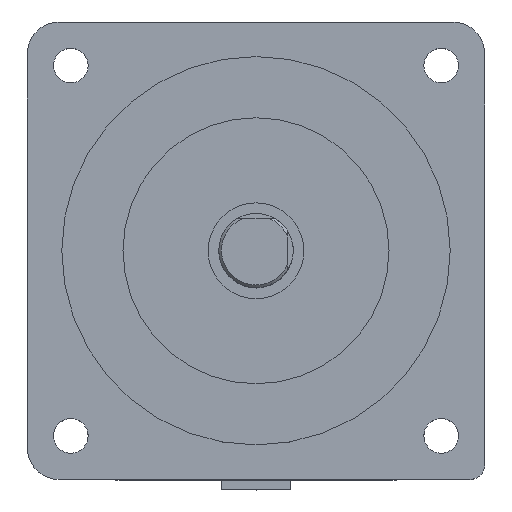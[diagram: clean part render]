
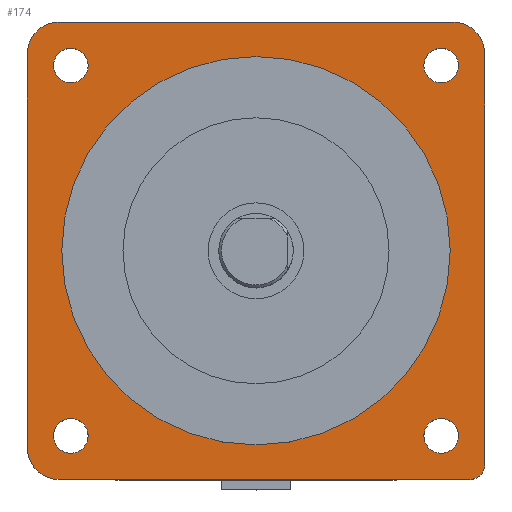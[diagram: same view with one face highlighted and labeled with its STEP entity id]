
A CAD part, top view. The second image highlights one B-rep face of the part: STEP entity #174.
In plain terms, the highlighted planar face has unit normal (0, 0, 1).
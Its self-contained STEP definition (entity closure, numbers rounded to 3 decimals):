
#174 = ADVANCED_FACE( '', ( #465, #466, #467, #468, #469, #470 ), #471, .T. );
#465 = FACE_BOUND( '', #892, .T. );
#466 = FACE_OUTER_BOUND( '', #893, .T. );
#467 = FACE_BOUND( '', #894, .T. );
#468 = FACE_BOUND( '', #895, .T. );
#469 = FACE_BOUND( '', #896, .T. );
#470 = FACE_BOUND( '', #897, .T. );
#471 = PLANE( '', #898 );
#892 = EDGE_LOOP( '', ( #1409 ) );
#893 = EDGE_LOOP( '', ( #1410, #1411, #1412, #1413, #1414, #1415, #1416, #1417 ) );
#894 = EDGE_LOOP( '', ( #1418 ) );
#895 = EDGE_LOOP( '', ( #1419 ) );
#896 = EDGE_LOOP( '', ( #1420 ) );
#897 = EDGE_LOOP( '', ( #1421 ) );
#898 = AXIS2_PLACEMENT_3D( '', #1422, #1423, #1424 );
#1409 = ORIENTED_EDGE( '', *, *, #2575, .F. );
#1410 = ORIENTED_EDGE( '', *, *, #2576, .F. );
#1411 = ORIENTED_EDGE( '', *, *, #2577, .F. );
#1412 = ORIENTED_EDGE( '', *, *, #2578, .F. );
#1413 = ORIENTED_EDGE( '', *, *, #2579, .F. );
#1414 = ORIENTED_EDGE( '', *, *, #2580, .F. );
#1415 = ORIENTED_EDGE( '', *, *, #2581, .F. );
#1416 = ORIENTED_EDGE( '', *, *, #2489, .F. );
#1417 = ORIENTED_EDGE( '', *, *, #2582, .F. );
#1418 = ORIENTED_EDGE( '', *, *, #2583, .F. );
#1419 = ORIENTED_EDGE( '', *, *, #2584, .F. );
#1420 = ORIENTED_EDGE( '', *, *, #2585, .F. );
#1421 = ORIENTED_EDGE( '', *, *, #2586, .T. );
#1422 = CARTESIAN_POINT( '', ( 18.25, 0., -1.6 ) );
#1423 = DIRECTION( '', ( 0., 0., 1. ) );
#1424 = DIRECTION( '', ( 1., 0., 0. ) );
#2489 = EDGE_CURVE( '', #2961, #2963, #2964, .T. );
#2575 = EDGE_CURVE( '', #3120, #3120, #3121, .T. );
#2576 = EDGE_CURVE( '', #3122, #3123, #3124, .T. );
#2577 = EDGE_CURVE( '', #3125, #3122, #3126, .F. );
#2578 = EDGE_CURVE( '', #3127, #3125, #3128, .T. );
#2579 = EDGE_CURVE( '', #3129, #3127, #3130, .F. );
#2580 = EDGE_CURVE( '', #3131, #3129, #3132, .T. );
#2581 = EDGE_CURVE( '', #2963, #3131, #3133, .F. );
#2582 = EDGE_CURVE( '', #3123, #2961, #3134, .F. );
#2583 = EDGE_CURVE( '', #3135, #3135, #3136, .T. );
#2584 = EDGE_CURVE( '', #3137, #3137, #3138, .T. );
#2585 = EDGE_CURVE( '', #3139, #3139, #3140, .T. );
#2586 = EDGE_CURVE( '', #3141, #3141, #3142, .T. );
#2961 = VERTEX_POINT( '', #3654 );
#2963 = VERTEX_POINT( '', #3657 );
#2964 = LINE( '', #3658, #3659 );
#3120 = VERTEX_POINT( '', #3863 );
#3121 = CIRCLE( '', #3864, 3.25 );
#3122 = VERTEX_POINT( '', #3865 );
#3123 = VERTEX_POINT( '', #3866 );
#3124 = LINE( '', #3867, #3868 );
#3125 = VERTEX_POINT( '', #3869 );
#3126 = CIRCLE( '', #3870, 2.815 );
#3127 = VERTEX_POINT( '', #3871 );
#3128 = LINE( '', #3872, #3873 );
#3129 = VERTEX_POINT( '', #3874 );
#3130 = CIRCLE( '', #3875, 6. );
#3131 = VERTEX_POINT( '', #3876 );
#3132 = LINE( '', #3877, #3878 );
#3133 = CIRCLE( '', #3879, 6. );
#3134 = CIRCLE( '', #3880, 6. );
#3135 = VERTEX_POINT( '', #3881 );
#3136 = CIRCLE( '', #3882, 3.25 );
#3137 = VERTEX_POINT( '', #3883 );
#3138 = CIRCLE( '', #3884, 3.25 );
#3139 = VERTEX_POINT( '', #3885 );
#3140 = CIRCLE( '', #3886, 3.25 );
#3141 = VERTEX_POINT( '', #3887 );
#3142 = CIRCLE( '', #3888, 36.5 );
#3654 = CARTESIAN_POINT( '', ( -43., -37., -1.6 ) );
#3657 = CARTESIAN_POINT( '', ( -43., 37., -1.6 ) );
#3658 = CARTESIAN_POINT( '', ( -43., 37., -1.6 ) );
#3659 = VECTOR( '', #4533, 1000. );
#3863 = CARTESIAN_POINT( '', ( -31.55, 34.8, -1.6 ) );
#3864 = AXIS2_PLACEMENT_3D( '', #4672, #4673, #4674 );
#3865 = CARTESIAN_POINT( '', ( 40.185, -43., -1.6 ) );
#3866 = CARTESIAN_POINT( '', ( -37., -43., -1.6 ) );
#3867 = CARTESIAN_POINT( '', ( -37., -43., -1.6 ) );
#3868 = VECTOR( '', #4675, 1000. );
#3869 = CARTESIAN_POINT( '', ( 43., -40.185, -1.6 ) );
#3870 = AXIS2_PLACEMENT_3D( '', #4676, #4677, #4678 );
#3871 = CARTESIAN_POINT( '', ( 43., 37., -1.6 ) );
#3872 = CARTESIAN_POINT( '', ( 43., -40.185, -1.6 ) );
#3873 = VECTOR( '', #4679, 1000. );
#3874 = CARTESIAN_POINT( '', ( 37., 43., -1.6 ) );
#3875 = AXIS2_PLACEMENT_3D( '', #4680, #4681, #4682 );
#3876 = CARTESIAN_POINT( '', ( -37., 43., -1.6 ) );
#3877 = CARTESIAN_POINT( '', ( 37., 43., -1.6 ) );
#3878 = VECTOR( '', #4683, 1000. );
#3879 = AXIS2_PLACEMENT_3D( '', #4684, #4685, #4686 );
#3880 = AXIS2_PLACEMENT_3D( '', #4687, #4688, #4689 );
#3881 = CARTESIAN_POINT( '', ( 38.05, -34.8, -1.6 ) );
#3882 = AXIS2_PLACEMENT_3D( '', #4690, #4691, #4692 );
#3883 = CARTESIAN_POINT( '', ( 38.05, 34.8, -1.6 ) );
#3884 = AXIS2_PLACEMENT_3D( '', #4693, #4694, #4695 );
#3885 = CARTESIAN_POINT( '', ( -31.55, -34.8, -1.6 ) );
#3886 = AXIS2_PLACEMENT_3D( '', #4696, #4697, #4698 );
#3887 = CARTESIAN_POINT( '', ( 36.5, 0., -1.6 ) );
#3888 = AXIS2_PLACEMENT_3D( '', #4699, #4700, #4701 );
#4533 = DIRECTION( '', ( 0., 1., 0. ) );
#4672 = CARTESIAN_POINT( '', ( -34.8, 34.8, -1.6 ) );
#4673 = DIRECTION( '', ( 0., 0., 1. ) );
#4674 = DIRECTION( '', ( 1., 0., 0. ) );
#4675 = DIRECTION( '', ( -1., 0., 0. ) );
#4676 = CARTESIAN_POINT( '', ( 40.185, -40.185, -1.6 ) );
#4677 = DIRECTION( '', ( 0., 0., 1. ) );
#4678 = DIRECTION( '', ( 1., 0., 0. ) );
#4679 = DIRECTION( '', ( 0., -1., 0. ) );
#4680 = CARTESIAN_POINT( '', ( 37., 37., -1.6 ) );
#4681 = DIRECTION( '', ( 0., 0., 1. ) );
#4682 = DIRECTION( '', ( 1., 0., 0. ) );
#4683 = DIRECTION( '', ( 1., 0., 0. ) );
#4684 = CARTESIAN_POINT( '', ( -37., 37., -1.6 ) );
#4685 = DIRECTION( '', ( 0., 0., 1. ) );
#4686 = DIRECTION( '', ( 1., 0., 0. ) );
#4687 = CARTESIAN_POINT( '', ( -37., -37., -1.6 ) );
#4688 = DIRECTION( '', ( 0., 0., 1. ) );
#4689 = DIRECTION( '', ( 1., 0., 0. ) );
#4690 = CARTESIAN_POINT( '', ( 34.8, -34.8, -1.6 ) );
#4691 = DIRECTION( '', ( 0., 0., 1. ) );
#4692 = DIRECTION( '', ( 1., 0., 0. ) );
#4693 = CARTESIAN_POINT( '', ( 34.8, 34.8, -1.6 ) );
#4694 = DIRECTION( '', ( 0., 0., 1. ) );
#4695 = DIRECTION( '', ( 1., 0., 0. ) );
#4696 = CARTESIAN_POINT( '', ( -34.8, -34.8, -1.6 ) );
#4697 = DIRECTION( '', ( 0., 0., 1. ) );
#4698 = DIRECTION( '', ( 1., 0., 0. ) );
#4699 = CARTESIAN_POINT( '', ( 0., 0., -1.6 ) );
#4700 = DIRECTION( '', ( 0., 0., -1. ) );
#4701 = DIRECTION( '', ( 1., 0., 0. ) );
